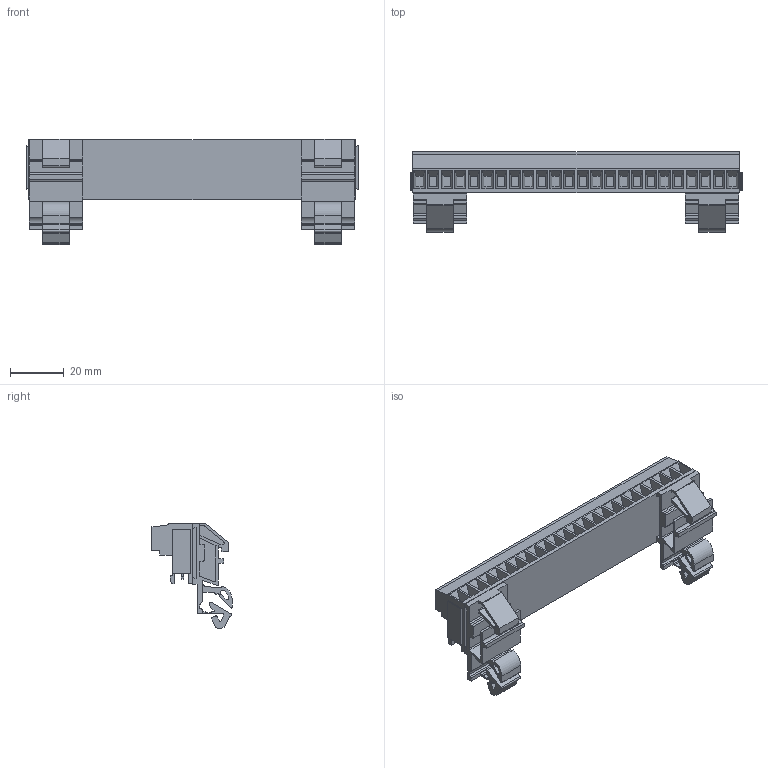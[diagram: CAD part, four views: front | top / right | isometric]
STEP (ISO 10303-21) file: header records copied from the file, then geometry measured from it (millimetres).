
FILE_DESCRIPTION(('CATIA V5 STEP Exchange','CAx-IF Rec.Pracs.--- Model Styling and Organization---1.2---2011-12-15'),'2;1');
FILE_NAME ('D1457439_0_1846120000_1846120000.stp','2018-11-29T17:11:26+00:00',('none'),('Weidmueller'),'CATIA Version 5-6 Release 2014','CATIA V5 STEP AP214','none');
FILE_SCHEMA(('AUTOMOTIVE_DESIGN { 1 0 10303 214 1 1 1 1 }'));
Length unit declared in the file: millimetre
Products named in the file (1): 1846120000
Bounding box: 123.92 x 29.95 x 39.4 mm (x, y, z)
Volume: 28171.4 mm3; surface area: 22769.5 mm2
Topology: 25 solids, 25 shells, 1028 faces, 2822 edges, 1846 vertices
Faces by surface type: plane 836, cylinder 192
Entity records: 29179 total; most frequent: ORIENTED_EDGE 5644, CARTESIAN_POINT 5304, DIRECTION 3720, EDGE_CURVE 2822, VECTOR 2260, LINE 2260, VERTEX_POINT 1846, EDGE_LOOP 1082
